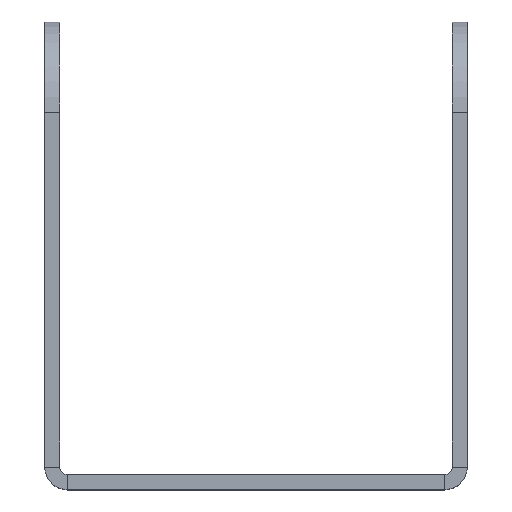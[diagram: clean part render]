
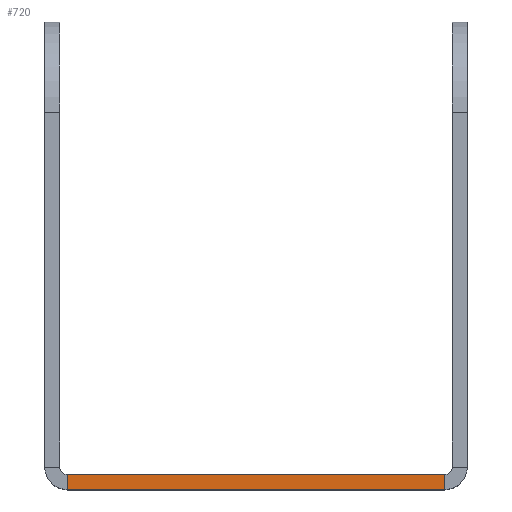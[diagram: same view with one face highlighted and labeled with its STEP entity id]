
A CAD part, top view. The second image highlights one B-rep face of the part: STEP entity #720.
In plain terms, the highlighted planar face has unit normal (0, 0, 1).
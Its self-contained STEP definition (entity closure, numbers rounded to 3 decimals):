
#298 = AXIS2_PLACEMENT_3D ( 'NONE', #538, #1938, #1774 ) ;
#306 = EDGE_CURVE ( 'NONE', #2369, #2255, #695, .T. ) ;
#535 = DIRECTION ( 'NONE',  ( 1., 0., 0. ) ) ;
#538 = CARTESIAN_POINT ( 'NONE',  ( 26., 3., 12. ) ) ;
#626 = EDGE_CURVE ( 'NONE', #1420, #2369, #2081, .T. ) ;
#632 = CARTESIAN_POINT ( 'NONE',  ( 25., 0., 12. ) ) ;
#640 = CARTESIAN_POINT ( 'NONE',  ( -28., 2., 12. ) ) ;
#695 = LINE ( 'NONE', #1680, #1635 ) ;
#720 = ADVANCED_FACE ( 'NONE', ( #1749 ), #1859, .T. ) ;
#755 = ORIENTED_EDGE ( 'NONE', *, *, #306, .T. ) ;
#827 = CARTESIAN_POINT ( 'NONE',  ( -25., 2., 12. ) ) ;
#863 = LINE ( 'NONE', #640, #1792 ) ;
#868 = ORIENTED_EDGE ( 'NONE', *, *, #1437, .F. ) ;
#1034 = ORIENTED_EDGE ( 'NONE', *, *, #626, .T. ) ;
#1043 = VECTOR ( 'NONE', #1816, 1000. ) ;
#1075 = CARTESIAN_POINT ( 'NONE',  ( -25., 2., 12. ) ) ;
#1217 = DIRECTION ( 'NONE',  ( 0., 1., 0. ) ) ;
#1361 = CARTESIAN_POINT ( 'NONE',  ( 25., 2., 12. ) ) ;
#1383 = EDGE_LOOP ( 'NONE', ( #755, #1546, #868, #1034 ) ) ;
#1397 = DIRECTION ( 'NONE',  ( 1., 0., 0. ) ) ;
#1404 = EDGE_CURVE ( 'NONE', #2255, #1734, #1415, .T. ) ;
#1415 = LINE ( 'NONE', #632, #1858 ) ;
#1420 = VERTEX_POINT ( 'NONE', #827 ) ;
#1437 = EDGE_CURVE ( 'NONE', #1420, #1734, #863, .T. ) ;
#1475 = CARTESIAN_POINT ( 'NONE',  ( 25., 0., 12. ) ) ;
#1546 = ORIENTED_EDGE ( 'NONE', *, *, #1404, .T. ) ;
#1635 = VECTOR ( 'NONE', #535, 1000. ) ;
#1680 = CARTESIAN_POINT ( 'NONE',  ( -28., 0., 12. ) ) ;
#1734 = VERTEX_POINT ( 'NONE', #1361 ) ;
#1749 = FACE_OUTER_BOUND ( 'NONE', #1383, .T. ) ;
#1774 = DIRECTION ( 'NONE',  ( 1., 0., 0. ) ) ;
#1792 = VECTOR ( 'NONE', #1397, 1000. ) ;
#1816 = DIRECTION ( 'NONE',  ( 0., -1., 0. ) ) ;
#1858 = VECTOR ( 'NONE', #1217, 1000. ) ;
#1859 = PLANE ( 'NONE',  #298 ) ;
#1938 = DIRECTION ( 'NONE',  ( 0., 0., 1. ) ) ;
#2081 = LINE ( 'NONE', #1075, #1043 ) ;
#2213 = CARTESIAN_POINT ( 'NONE',  ( -25., 0., 12. ) ) ;
#2255 = VERTEX_POINT ( 'NONE', #1475 ) ;
#2369 = VERTEX_POINT ( 'NONE', #2213 ) ;
